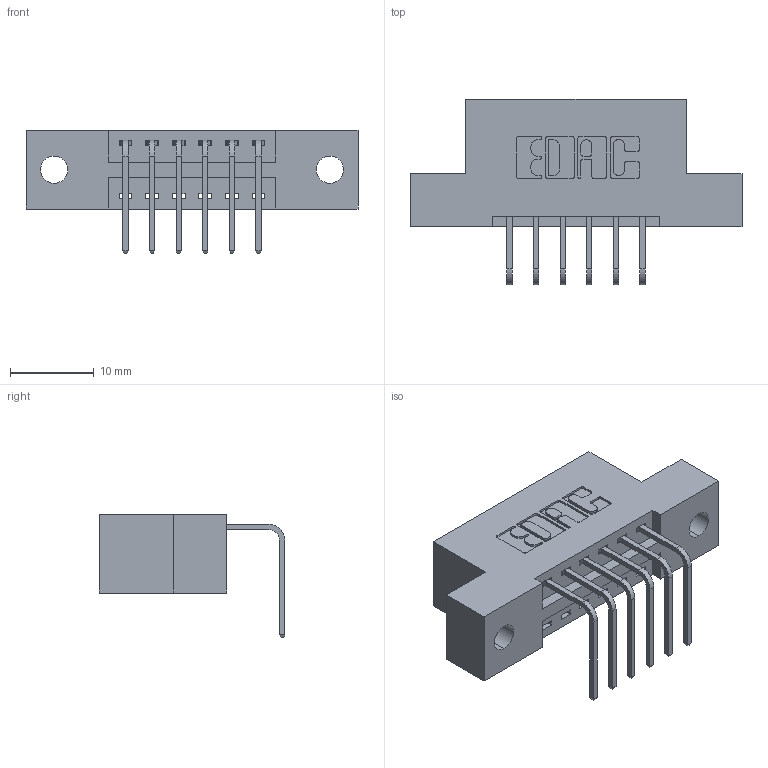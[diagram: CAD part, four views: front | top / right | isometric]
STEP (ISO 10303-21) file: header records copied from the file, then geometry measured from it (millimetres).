
FILE_DESCRIPTION (( 'STEP AP203' ), '1' );
FILE_NAME ('396-006-558-102.STEP', '2018-08-30T23:12:04', ( '' ), ( '' ), 'SwSTEP 2.0', 'SolidWorks 2016', '' );
FILE_SCHEMA (( 'CONFIG_CONTROL_DESIGN' ));
Length unit declared in the file: inch
Products named in the file (3): 346 Part_Flush Mounting Lugs - 0.128 Dia; 345-292-001_558 Tail - 2; 396-006-558-102
Assembly tree (7 placements, depth 2):
  396-006-558-102
    346 Part_Flush Mounting Lugs - 0.128 Dia
    345-292-001_558 Tail - 2  x6
Bounding box: 39.62 x 22.16 x 14.73 mm (x, y, z)
Volume: 3528.2 mm3; surface area: 3869.3 mm2
Topology: 7 solids, 7 shells, 482 faces, 1421 edges, 938 vertices
Faces by surface type: plane 328, cylinder 154
Entity records: 8657 total; most frequent: CARTESIAN_POINT 1502, ORIENTED_EDGE 1442, DIRECTION 1369, EDGE_CURVE 721, LINE 565, VECTOR 565, VERTEX_POINT 478, AXIS2_PLACEMENT_3D 402
